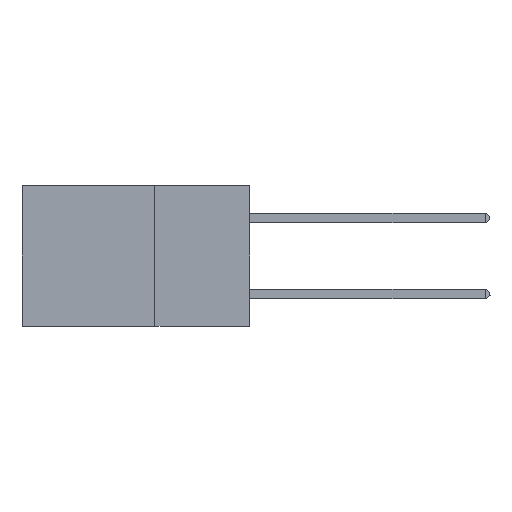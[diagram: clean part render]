
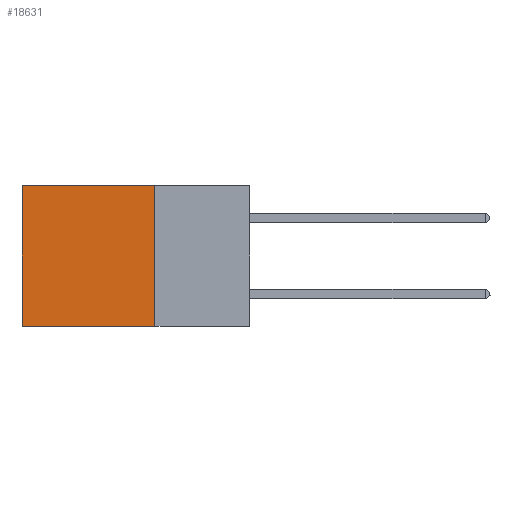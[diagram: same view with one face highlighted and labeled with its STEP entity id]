
A CAD part, left-side view. The second image highlights one B-rep face of the part: STEP entity #18631.
In plain terms, the highlighted planar face has unit normal (-1, 0, 0).
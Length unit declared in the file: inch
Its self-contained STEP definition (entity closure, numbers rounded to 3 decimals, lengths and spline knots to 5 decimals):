
#1791 = EDGE_CURVE ( 'NONE', #17298, #3891, #18984, .T. ) ;
#1972 = CARTESIAN_POINT ( 'NONE',  ( 0.2875, 0.25, 0. ) ) ;
#2626 = FACE_OUTER_BOUND ( 'NONE', #12467, .T. ) ;
#3442 = LINE ( 'NONE', #25400, #10119 ) ;
#3891 = VERTEX_POINT ( 'NONE', #7223 ) ;
#4674 = CARTESIAN_POINT ( 'NONE',  ( 0.2875, 0.25, -0.37 ) ) ;
#4786 = CARTESIAN_POINT ( 'NONE',  ( 0.2875, 0.6, 0. ) ) ;
#5238 = VECTOR ( 'NONE', #25099, 39.37008 ) ;
#6277 = LINE ( 'NONE', #20564, #28443 ) ;
#6552 = CARTESIAN_POINT ( 'NONE',  ( 0.2875, 0.25, -0.37 ) ) ;
#7223 = CARTESIAN_POINT ( 'NONE',  ( 0.2875, 0.6, -0.37 ) ) ;
#8358 = DIRECTION ( 'NONE',  ( 1., 0., 0. ) ) ;
#8886 = EDGE_CURVE ( 'NONE', #28720, #19909, #3442, .T. ) ;
#9022 = CARTESIAN_POINT ( 'NONE',  ( 0.2875, 0.6, 0. ) ) ;
#9312 = LINE ( 'NONE', #4786, #5238 ) ;
#10119 = VECTOR ( 'NONE', #16568, 39.37008 ) ;
#10212 = VECTOR ( 'NONE', #22637, 39.37008 ) ;
#12467 = EDGE_LOOP ( 'NONE', ( #17272, #24959, #16694, #12772 ) ) ;
#12772 = ORIENTED_EDGE ( 'NONE', *, *, #8886, .T. ) ;
#14845 = CARTESIAN_POINT ( 'NONE',  ( 0.2875, 0.25, 0. ) ) ;
#16568 = DIRECTION ( 'NONE',  ( 0., 1., 0. ) ) ;
#16694 = ORIENTED_EDGE ( 'NONE', *, *, #22008, .F. ) ;
#16882 = DIRECTION ( 'NONE',  ( 0., 0., -1. ) ) ;
#17272 = ORIENTED_EDGE ( 'NONE', *, *, #27732, .T. ) ;
#17298 = VERTEX_POINT ( 'NONE', #6552 ) ;
#18631 = ADVANCED_FACE ( 'NONE', ( #2626 ), #23936, .F. ) ;
#18984 = LINE ( 'NONE', #4674, #10212 ) ;
#19909 = VERTEX_POINT ( 'NONE', #9022 ) ;
#20564 = CARTESIAN_POINT ( 'NONE',  ( 0.2875, 0.25, 0. ) ) ;
#22008 = EDGE_CURVE ( 'NONE', #28720, #17298, #6277, .T. ) ;
#22637 = DIRECTION ( 'NONE',  ( 0., 1., 0. ) ) ;
#23936 = PLANE ( 'NONE',  #27102 ) ;
#23989 = DIRECTION ( 'NONE',  ( 0., 0., -1. ) ) ;
#24959 = ORIENTED_EDGE ( 'NONE', *, *, #1791, .F. ) ;
#25099 = DIRECTION ( 'NONE',  ( 0., 0., -1. ) ) ;
#25400 = CARTESIAN_POINT ( 'NONE',  ( 0.2875, 0.25, 0. ) ) ;
#27102 = AXIS2_PLACEMENT_3D ( 'NONE', #14845, #8358, #16882 ) ;
#27732 = EDGE_CURVE ( 'NONE', #19909, #3891, #9312, .T. ) ;
#28443 = VECTOR ( 'NONE', #23989, 39.37008 ) ;
#28720 = VERTEX_POINT ( 'NONE', #1972 ) ;
